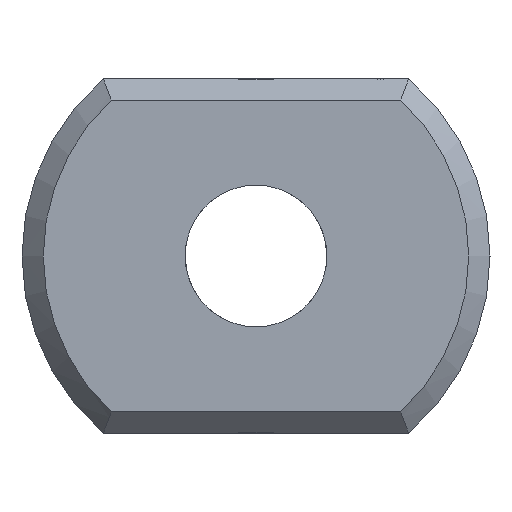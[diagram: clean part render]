
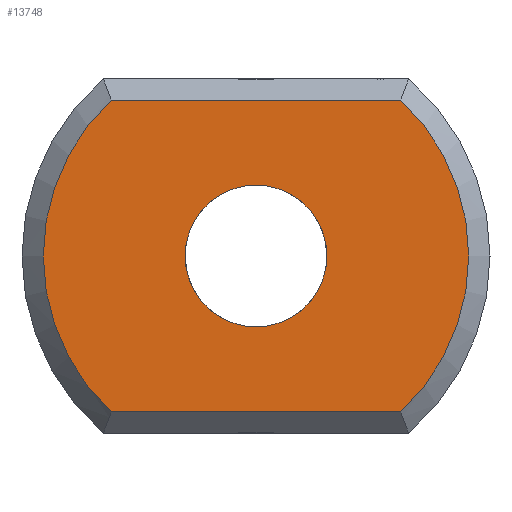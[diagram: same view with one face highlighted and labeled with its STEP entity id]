
A CAD part, left-side view. The second image highlights one B-rep face of the part: STEP entity #13748.
In plain terms, the highlighted planar face has unit normal (-1, 0, 0).
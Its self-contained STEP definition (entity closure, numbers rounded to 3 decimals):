
#3426 = VERTEX_POINT('',#3427);
#3427 = CARTESIAN_POINT('',(0.,-2.04,2.2));
#3436 = VERTEX_POINT('',#3437);
#3437 = CARTESIAN_POINT('',(0.,-2.04,-2.2));
#3444 = EDGE_CURVE('',#3426,#3436,#3445,.T.);
#3445 = CIRCLE('',#3446,3.);
#3446 = AXIS2_PLACEMENT_3D('',#3447,#3448,#3449);
#3447 = CARTESIAN_POINT('',(0.,0.,0.));
#3448 = DIRECTION('',(1.,0.,0.));
#3449 = DIRECTION('',(0.,-0.653,0.758)
  );
#3754 = VERTEX_POINT('',#3755);
#3755 = CARTESIAN_POINT('',(0.,2.04,2.2));
#3762 = EDGE_CURVE('',#3426,#3754,#3763,.T.);
#3763 = LINE('',#3764,#3765);
#3764 = CARTESIAN_POINT('',(0.,-2.154,2.2));
#3765 = VECTOR('',#3766,1.);
#3766 = DIRECTION('',(0.,1.,0.));
#13748 = ADVANCED_FACE('',(#13749,#13768),#13779,.F.);
#13749 = FACE_BOUND('',#13750,.F.);
#13750 = EDGE_LOOP('',(#13751,#13760,#13761,#13762));
#13751 = ORIENTED_EDGE('',*,*,#13752,.T.);
#13752 = EDGE_CURVE('',#13753,#3754,#13755,.T.);
#13753 = VERTEX_POINT('',#13754);
#13754 = CARTESIAN_POINT('',(0.,2.04,-2.2));
#13755 = CIRCLE('',#13756,3.);
#13756 = AXIS2_PLACEMENT_3D('',#13757,#13758,#13759);
#13757 = CARTESIAN_POINT('',(0.,0.,0.));
#13758 = DIRECTION('',(1.,0.,0.));
#13759 = DIRECTION('',(0.,0.653,-0.758)
  );
#13760 = ORIENTED_EDGE('',*,*,#3762,.F.);
#13761 = ORIENTED_EDGE('',*,*,#3444,.T.);
#13762 = ORIENTED_EDGE('',*,*,#13763,.T.);
#13763 = EDGE_CURVE('',#3436,#13753,#13764,.T.);
#13764 = LINE('',#13765,#13766);
#13765 = CARTESIAN_POINT('',(0.,-2.154,-2.2));
#13766 = VECTOR('',#13767,1.);
#13767 = DIRECTION('',(0.,1.,0.));
#13768 = FACE_BOUND('',#13769,.T.);
#13769 = EDGE_LOOP('',(#13770));
#13770 = ORIENTED_EDGE('',*,*,#13771,.T.);
#13771 = EDGE_CURVE('',#13772,#13772,#13774,.T.);
#13772 = VERTEX_POINT('',#13773);
#13773 = CARTESIAN_POINT('',(0.,1.,0.)
  );
#13774 = CIRCLE('',#13775,1.);
#13775 = AXIS2_PLACEMENT_3D('',#13776,#13777,#13778);
#13776 = CARTESIAN_POINT('',(0.,0.,0.));
#13777 = DIRECTION('',(1.,0.,0.));
#13778 = DIRECTION('',(0.,1.,0.));
#13779 = PLANE('',#13780);
#13780 = AXIS2_PLACEMENT_3D('',#13781,#13782,#13783);
#13781 = CARTESIAN_POINT('',(0.,0.,0.));
#13782 = DIRECTION('',(1.,0.,0.));
#13783 = DIRECTION('',(0.,0.,1.));
